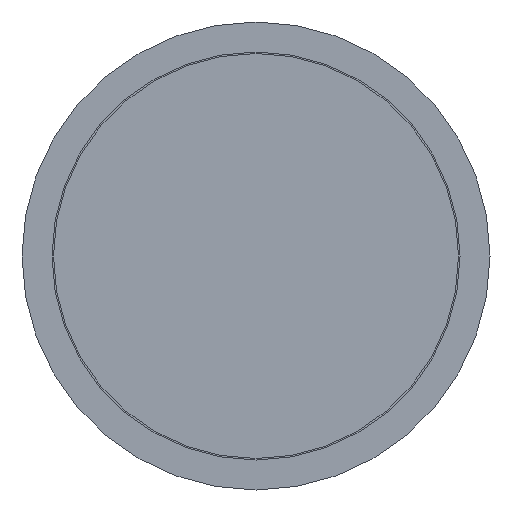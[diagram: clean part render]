
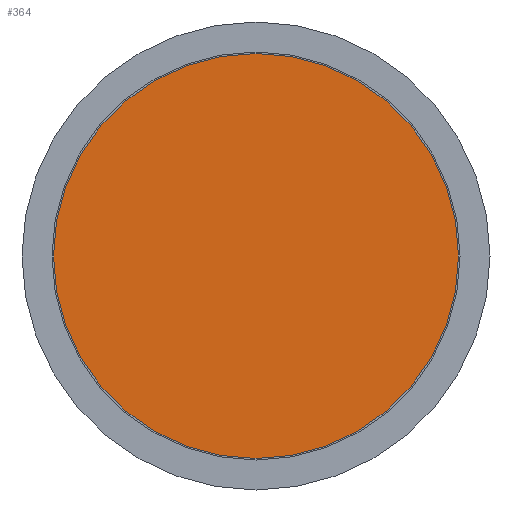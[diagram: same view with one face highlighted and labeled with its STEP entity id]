
A CAD part, front view. The second image highlights one B-rep face of the part: STEP entity #364.
In plain terms, the highlighted planar face has unit normal (0, -1, 0).
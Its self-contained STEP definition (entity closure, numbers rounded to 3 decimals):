
#1 = AXIS2_PLACEMENT_3D ( 'NONE', #103, #195, #408 ) ;
#103 = CARTESIAN_POINT ( 'NONE',  ( -33.75, 0., 0. ) ) ;
#112 = CARTESIAN_POINT ( 'NONE',  ( 0., 0., 0. ) ) ;
#119 = ORIENTED_EDGE ( 'NONE', *, *, #141, .T. ) ;
#120 = CARTESIAN_POINT ( 'NONE',  ( 0., 0., -33.75 ) ) ;
#141 = EDGE_CURVE ( 'NONE', #503, #503, #484, .T. ) ;
#190 = EDGE_LOOP ( 'NONE', ( #119 ) ) ;
#195 = DIRECTION ( 'NONE',  ( 0., 1., 0. ) ) ;
#241 = PLANE ( 'NONE',  #1 ) ;
#286 = DIRECTION ( 'NONE',  ( 0., -1., 0. ) ) ;
#317 = AXIS2_PLACEMENT_3D ( 'NONE', #112, #286, #332 ) ;
#321 = FACE_OUTER_BOUND ( 'NONE', #190, .T. ) ;
#332 = DIRECTION ( 'NONE',  ( 0., 0., -1. ) ) ;
#364 = ADVANCED_FACE ( 'NONE', ( #321 ), #241, .F. ) ;
#408 = DIRECTION ( 'NONE',  ( 0., 0., 1. ) ) ;
#484 = CIRCLE ( 'NONE', #317, 33.75 ) ;
#503 = VERTEX_POINT ( 'NONE', #120 ) ;
